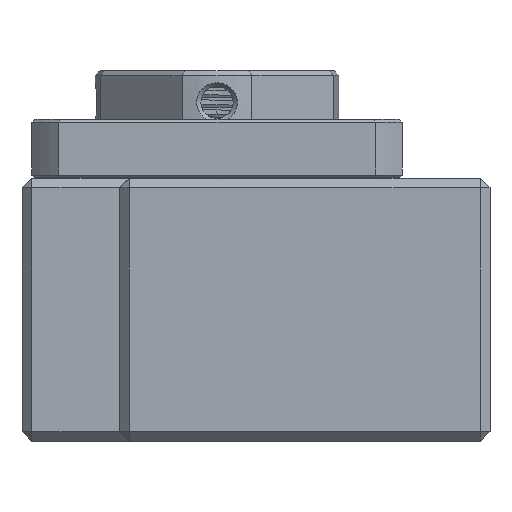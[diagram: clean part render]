
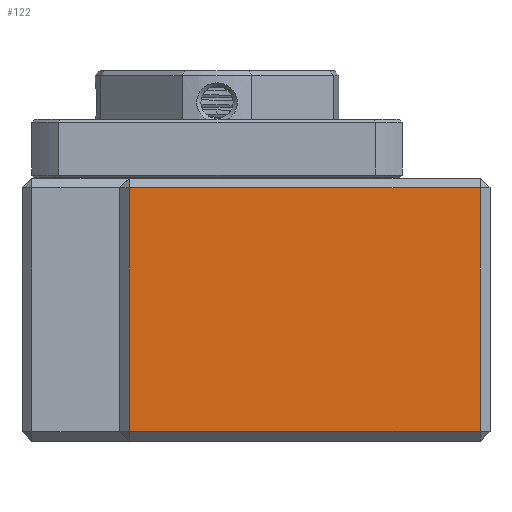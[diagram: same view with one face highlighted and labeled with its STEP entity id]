
A CAD part, left-side view. The second image highlights one B-rep face of the part: STEP entity #122.
In plain terms, the highlighted planar face has unit normal (-1, 0, 0).
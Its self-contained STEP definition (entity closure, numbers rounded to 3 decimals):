
#109 = EDGE_LOOP ( 'NONE', ( #141, #9206, #115, #9218 ) ) ;
#115 = ORIENTED_EDGE ( 'NONE', *, *, #9217, .T. ) ;
#121 = EDGE_CURVE ( 'NONE', #9231, #9244, #12186, .T. ) ;
#122 = ADVANCED_FACE ( 'NONE', ( #12150 ), #12181, .F. ) ;
#141 = ORIENTED_EDGE ( 'NONE', *, *, #121, .T. ) ;
#720 = CARTESIAN_POINT ( 'NONE',  ( -35., 37., -12.5 ) ) ;
#1235 = DIRECTION ( 'NONE',  ( 0., 1., 0. ) ) ;
#1236 = VECTOR ( 'NONE', #1235, 1000. ) ;
#1237 = CARTESIAN_POINT ( 'NONE',  ( -35., 38., 12.5 ) ) ;
#1244 = LINE ( 'NONE', #1237, #1236 ) ;
#1247 = CARTESIAN_POINT ( 'NONE',  ( -35., 1., 12.5 ) ) ;
#1252 = CARTESIAN_POINT ( 'NONE',  ( -35., 37., 12.5 ) ) ;
#1255 = LINE ( 'NONE', #1313, #1312 ) ;
#1260 = DIRECTION ( 'NONE',  ( 0., 0., 1. ) ) ;
#1261 = VECTOR ( 'NONE', #1260, 1000. ) ;
#1262 = CARTESIAN_POINT ( 'NONE',  ( -35., 1., 13.5 ) ) ;
#1263 = LINE ( 'NONE', #1262, #1261 ) ;
#1265 = CARTESIAN_POINT ( 'NONE',  ( -35., 1., -12.5 ) ) ;
#1311 = DIRECTION ( 'NONE',  ( 0., 0., -1. ) ) ;
#1312 = VECTOR ( 'NONE', #1311, 1000. ) ;
#1313 = CARTESIAN_POINT ( 'NONE',  ( -35., 37., 13.5 ) ) ;
#9206 = ORIENTED_EDGE ( 'NONE', *, *, #9243, .T. ) ;
#9207 = VERTEX_POINT ( 'NONE', #1247 ) ;
#9208 = VERTEX_POINT ( 'NONE', #1252 ) ;
#9217 = EDGE_CURVE ( 'NONE', #9207, #9208, #1244, .T. ) ;
#9218 = ORIENTED_EDGE ( 'NONE', *, *, #9251, .T. ) ;
#9231 = VERTEX_POINT ( 'NONE', #720 ) ;
#9243 = EDGE_CURVE ( 'NONE', #9244, #9207, #1263, .T. ) ;
#9244 = VERTEX_POINT ( 'NONE', #1265 ) ;
#9251 = EDGE_CURVE ( 'NONE', #9208, #9231, #1255, .T. ) ;
#12147 = AXIS2_PLACEMENT_3D ( 'NONE', #12187, #12178, #12177 ) ;
#12150 = FACE_OUTER_BOUND ( 'NONE', #109, .T. ) ;
#12177 = DIRECTION ( 'NONE',  ( 0., 0., -1. ) ) ;
#12178 = DIRECTION ( 'NONE',  ( 1., 0., 0. ) ) ;
#12181 = PLANE ( 'NONE',  #12147 ) ;
#12182 = DIRECTION ( 'NONE',  ( 0., -1., 0. ) ) ;
#12183 = VECTOR ( 'NONE', #12182, 1000. ) ;
#12184 = CARTESIAN_POINT ( 'NONE',  ( -35., 38., -12.5 ) ) ;
#12186 = LINE ( 'NONE', #12184, #12183 ) ;
#12187 = CARTESIAN_POINT ( 'NONE',  ( -35., 38., 13.5 ) ) ;
